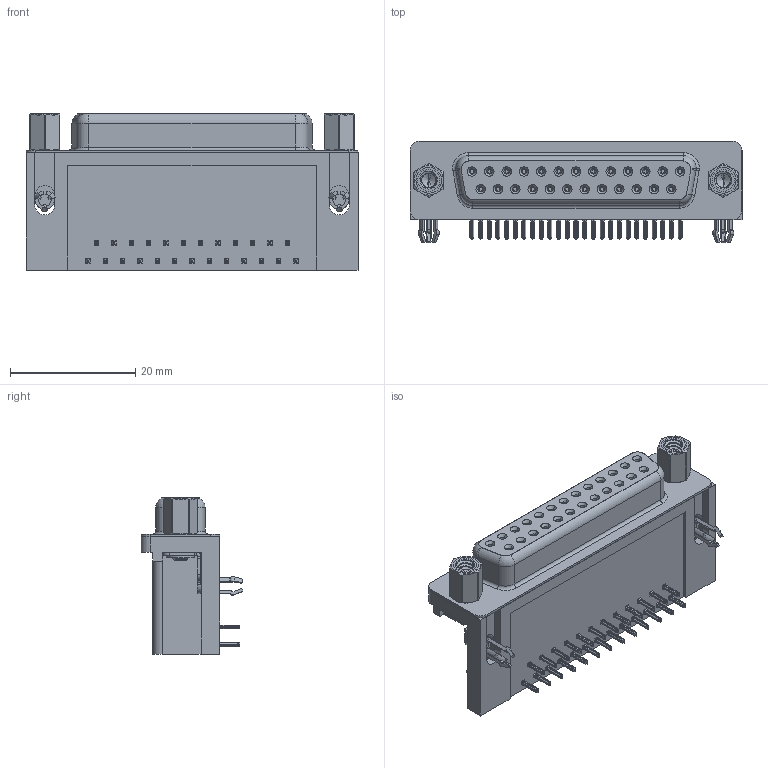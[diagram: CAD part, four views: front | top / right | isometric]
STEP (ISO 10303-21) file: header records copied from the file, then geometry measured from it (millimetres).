
FILE_DESCRIPTION (( 'STEP AP203' ), '1' );
FILE_NAME ('626-025-662-543.STEP', '2018-11-07T04:27:29', ( '' ), ( '' ), 'SwSTEP 2.0', 'SolidWorks 2016', '' );
FILE_SCHEMA (( 'CONFIG_CONTROL_DESIGN' ));
Length unit declared in the file: millimetre
Products named in the file (8): 626 Round Threaded Standoff; 626 4-40 Hex Standoff 5; 626 Housing_25 Socket; 626-025-662-543; 626 Shell_25 Socket; 626 Contact Bottom; 626 Contact Top; 626 3 Prong Board Lock
Assembly tree (33 placements, depth 2):
  626-025-662-543
    626 Housing_25 Socket
    626 Shell_25 Socket
    626 Contact Bottom  x12
    626 Contact Top  x13
    626 3 Prong Board Lock  x2
    626 Round Threaded Standoff  x2
    626 4-40 Hex Standoff 5  x2
Bounding box: 53.04 x 16.25 x 24.96 mm (x, y, z)
Volume: 10981.3 mm3; surface area: 12107.7 mm2
Topology: 33 solids, 33 shells, 4074 faces, 10760 edges, 6770 vertices
Faces by surface type: plane 1774, cylinder 1006, bspline 880, cone 368, torus 46
Entity records: 37564 total; most frequent: CARTESIAN_POINT 13445, ORIENTED_EDGE 4862, DIRECTION 4389, EDGE_CURVE 2431, VERTEX_POINT 1561, VECTOR 1487, LINE 1487, AXIS2_PLACEMENT_3D 1451
